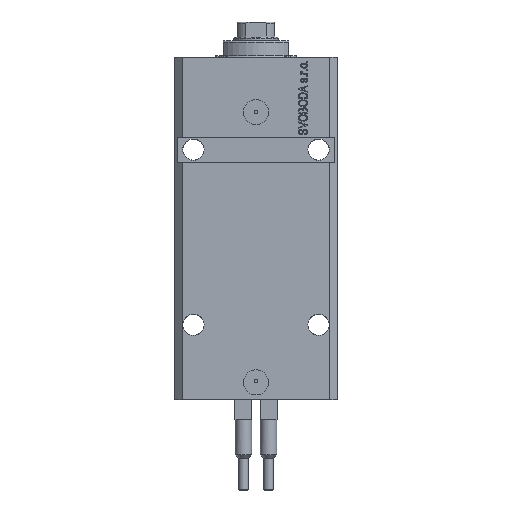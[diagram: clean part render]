
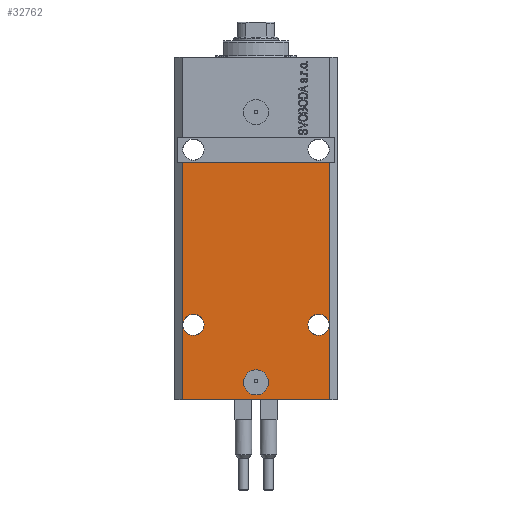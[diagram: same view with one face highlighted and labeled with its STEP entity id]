
A CAD part, front view. The second image highlights one B-rep face of the part: STEP entity #32762.
In plain terms, the highlighted planar face has unit normal (0, -1, 0).
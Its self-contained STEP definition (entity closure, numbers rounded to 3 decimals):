
#1693 = VECTOR ( 'NONE', #36873, 1000. ) ;
#2444 = EDGE_CURVE ( 'NONE', #14188, #14275, #35433, .T. ) ;
#2976 = ORIENTED_EDGE ( 'NONE', *, *, #5980, .T. ) ;
#3028 = ORIENTED_EDGE ( 'NONE', *, *, #19953, .T. ) ;
#3113 = EDGE_CURVE ( 'NONE', #14275, #14188, #25518, .T. ) ;
#3305 = EDGE_CURVE ( 'NONE', #46426, #21539, #25620, .T. ) ;
#3454 = VERTEX_POINT ( 'NONE', #47394 ) ;
#4425 = EDGE_LOOP ( 'NONE', ( #18113, #47204 ) ) ;
#4729 = FACE_BOUND ( 'NONE', #4425, .T. ) ;
#4954 = ORIENTED_EDGE ( 'NONE', *, *, #19890, .F. ) ;
#4963 = DIRECTION ( 'NONE',  ( 1., 0., 0. ) ) ;
#5053 = AXIS2_PLACEMENT_3D ( 'NONE', #43138, #9493, #39446 ) ;
#5463 = CARTESIAN_POINT ( 'NONE',  ( -29.5, -22.5, -137. ) ) ;
#5495 = ORIENTED_EDGE ( 'NONE', *, *, #3305, .F. ) ;
#5519 = DIRECTION ( 'NONE',  ( 0., -1., 0. ) ) ;
#5980 = EDGE_CURVE ( 'NONE', #47245, #11478, #40965, .T. ) ;
#6557 = AXIS2_PLACEMENT_3D ( 'NONE', #30971, #38574, #4963 ) ;
#6953 = CARTESIAN_POINT ( 'NONE',  ( -32.5, -22.5, -42. ) ) ;
#8117 = DIRECTION ( 'NONE',  ( 1., 0., 0. ) ) ;
#8125 = ORIENTED_EDGE ( 'NONE', *, *, #44274, .F. ) ;
#8265 = VERTEX_POINT ( 'NONE', #9204 ) ;
#8277 = CIRCLE ( 'NONE', #14573, 4.25 ) ;
#9204 = CARTESIAN_POINT ( 'NONE',  ( -20.75, -22.5, -107. ) ) ;
#9493 = DIRECTION ( 'NONE',  ( 0., -1., 0. ) ) ;
#9840 = DIRECTION ( 'NONE',  ( 0., -1., 0. ) ) ;
#9995 = DIRECTION ( 'NONE',  ( 0., 0., 1. ) ) ;
#10183 = CARTESIAN_POINT ( 'NONE',  ( 29.5, -22.5, -42. ) ) ;
#10235 = CARTESIAN_POINT ( 'NONE',  ( 29.5, -22.5, -137. ) ) ;
#10571 = CARTESIAN_POINT ( 'NONE',  ( -25., -22.5, -107. ) ) ;
#11478 = VERTEX_POINT ( 'NONE', #47232 ) ;
#13306 = DIRECTION ( 'NONE',  ( 0., -1., 0. ) ) ;
#13536 = AXIS2_PLACEMENT_3D ( 'NONE', #36137, #13306, #25117 ) ;
#14111 = VECTOR ( 'NONE', #41200, 1000. ) ;
#14188 = VERTEX_POINT ( 'NONE', #41225 ) ;
#14275 = VERTEX_POINT ( 'NONE', #23531 ) ;
#14573 = AXIS2_PLACEMENT_3D ( 'NONE', #10571, #9840, #39543 ) ;
#15039 = CARTESIAN_POINT ( 'NONE',  ( 5., -22.5, -130. ) ) ;
#16001 = FACE_OUTER_BOUND ( 'NONE', #16326, .T. ) ;
#16326 = EDGE_LOOP ( 'NONE', ( #5495, #8125, #2976, #3028 ) ) ;
#16647 = CARTESIAN_POINT ( 'NONE',  ( -29.5, -22.5, -137. ) ) ;
#17035 = DIRECTION ( 'NONE',  ( 1., 0., 0. ) ) ;
#17622 = LINE ( 'NONE', #10235, #46606 ) ;
#18113 = ORIENTED_EDGE ( 'NONE', *, *, #3113, .F. ) ;
#18579 = CIRCLE ( 'NONE', #45979, 4.25 ) ;
#18729 = DIRECTION ( 'NONE',  ( 0., -1., 0. ) ) ;
#19890 = EDGE_CURVE ( 'NONE', #43124, #27385, #34819, .T. ) ;
#19953 = EDGE_CURVE ( 'NONE', #11478, #21539, #17622, .T. ) ;
#20437 = DIRECTION ( 'NONE',  ( 0., 0., 1. ) ) ;
#21539 = VERTEX_POINT ( 'NONE', #10183 ) ;
#23294 = VECTOR ( 'NONE', #20437, 1000. ) ;
#23389 = FACE_BOUND ( 'NONE', #38024, .T. ) ;
#23531 = CARTESIAN_POINT ( 'NONE',  ( 29.25, -22.5, -107. ) ) ;
#23621 = PLANE ( 'NONE',  #6557 ) ;
#24157 = DIRECTION ( 'NONE',  ( 0., -1., 0. ) ) ;
#25117 = DIRECTION ( 'NONE',  ( 1., 0., 0. ) ) ;
#25518 = CIRCLE ( 'NONE', #34909, 4.25 ) ;
#25620 = LINE ( 'NONE', #6953, #1693 ) ;
#26046 = ORIENTED_EDGE ( 'NONE', *, *, #27982, .F. ) ;
#26239 = CARTESIAN_POINT ( 'NONE',  ( -29.5, -22.5, -137. ) ) ;
#27035 = CARTESIAN_POINT ( 'NONE',  ( 25., -22.5, -107. ) ) ;
#27385 = VERTEX_POINT ( 'NONE', #32855 ) ;
#27982 = EDGE_CURVE ( 'NONE', #3454, #8265, #18579, .T. ) ;
#29237 = CIRCLE ( 'NONE', #13536, 5. ) ;
#30695 = EDGE_LOOP ( 'NONE', ( #42265, #26046 ) ) ;
#30783 = EDGE_CURVE ( 'NONE', #27385, #43124, #29237, .T. ) ;
#30971 = CARTESIAN_POINT ( 'NONE',  ( -29.5, -22.5, -137. ) ) ;
#31505 = AXIS2_PLACEMENT_3D ( 'NONE', #27035, #18729, #8117 ) ;
#32762 = ADVANCED_FACE ( 'NONE', ( #23389, #4729, #34651, #16001 ), #23621, .T. ) ;
#32855 = CARTESIAN_POINT ( 'NONE',  ( -5., -22.5, -130. ) ) ;
#33309 = CARTESIAN_POINT ( 'NONE',  ( -29.5, -22.5, -42. ) ) ;
#34651 = FACE_BOUND ( 'NONE', #30695, .T. ) ;
#34819 = CIRCLE ( 'NONE', #5053, 5. ) ;
#34909 = AXIS2_PLACEMENT_3D ( 'NONE', #35172, #24157, #17035 ) ;
#35172 = CARTESIAN_POINT ( 'NONE',  ( 25., -22.5, -107. ) ) ;
#35433 = CIRCLE ( 'NONE', #31505, 4.25 ) ;
#36137 = CARTESIAN_POINT ( 'NONE',  ( 0., -22.5, -130. ) ) ;
#36417 = DIRECTION ( 'NONE',  ( -1., 0., 0. ) ) ;
#36873 = DIRECTION ( 'NONE',  ( 1., 0., 0. ) ) ;
#38024 = EDGE_LOOP ( 'NONE', ( #4954, #38709 ) ) ;
#38574 = DIRECTION ( 'NONE',  ( 0., -1., 0. ) ) ;
#38709 = ORIENTED_EDGE ( 'NONE', *, *, #30783, .F. ) ;
#39070 = LINE ( 'NONE', #5463, #23294 ) ;
#39446 = DIRECTION ( 'NONE',  ( 1., 0., 0. ) ) ;
#39543 = DIRECTION ( 'NONE',  ( -1., 0., 0. ) ) ;
#40965 = LINE ( 'NONE', #26239, #14111 ) ;
#41200 = DIRECTION ( 'NONE',  ( 1., 0., 0. ) ) ;
#41225 = CARTESIAN_POINT ( 'NONE',  ( 20.75, -22.5, -107. ) ) ;
#41605 = EDGE_CURVE ( 'NONE', #8265, #3454, #8277, .T. ) ;
#42265 = ORIENTED_EDGE ( 'NONE', *, *, #41605, .F. ) ;
#43124 = VERTEX_POINT ( 'NONE', #15039 ) ;
#43138 = CARTESIAN_POINT ( 'NONE',  ( 0., -22.5, -130. ) ) ;
#43543 = CARTESIAN_POINT ( 'NONE',  ( -25., -22.5, -107. ) ) ;
#44274 = EDGE_CURVE ( 'NONE', #47245, #46426, #39070, .T. ) ;
#45979 = AXIS2_PLACEMENT_3D ( 'NONE', #43543, #5519, #36417 ) ;
#46426 = VERTEX_POINT ( 'NONE', #33309 ) ;
#46606 = VECTOR ( 'NONE', #9995, 1000. ) ;
#47204 = ORIENTED_EDGE ( 'NONE', *, *, #2444, .F. ) ;
#47232 = CARTESIAN_POINT ( 'NONE',  ( 29.5, -22.5, -137. ) ) ;
#47245 = VERTEX_POINT ( 'NONE', #16647 ) ;
#47394 = CARTESIAN_POINT ( 'NONE',  ( -29.25, -22.5, -107. ) ) ;
